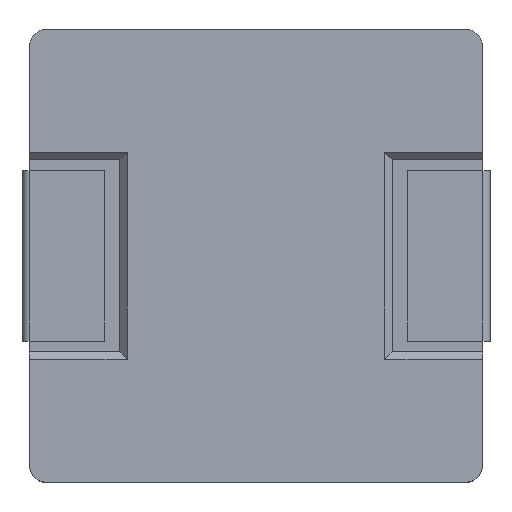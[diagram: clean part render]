
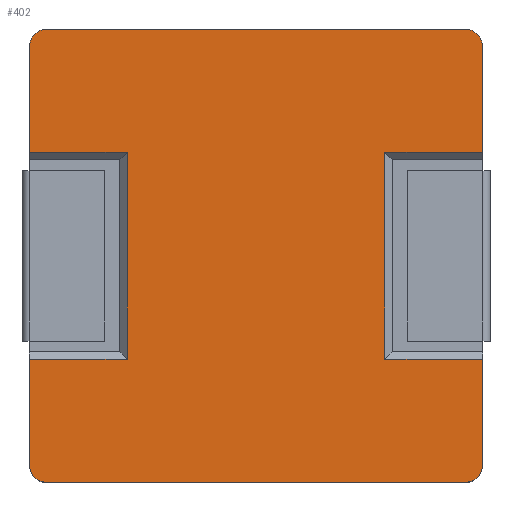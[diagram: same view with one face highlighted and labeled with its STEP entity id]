
A CAD part, top view. The second image highlights one B-rep face of the part: STEP entity #402.
In plain terms, the highlighted planar face has unit normal (0, 0, 1).
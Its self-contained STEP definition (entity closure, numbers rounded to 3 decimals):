
#196=CIRCLE('',#3333,0.5);
#197=CIRCLE('',#3334,0.5);
#198=CIRCLE('',#3335,0.5);
#199=CIRCLE('',#3336,0.5);
#402=ADVANCED_FACE('',(#663),#505,.T.);
#505=PLANE('',#3337);
#663=FACE_OUTER_BOUND('',#833,.T.);
#833=EDGE_LOOP('',(#2136,#2137,#2138,#2139,#2140,#2141,#2142,#2143,#2144,
#2145,#2146,#2147,#2148,#2149,#2150,#2151));
#1049=LINE('',#7624,#1324);
#1050=LINE('',#7627,#1325);
#1051=LINE('',#7629,#1326);
#1052=LINE('',#7631,#1327);
#1053=LINE('',#7633,#1328);
#1054=LINE('',#7637,#1329);
#1055=LINE('',#7641,#1330);
#1056=LINE('',#7643,#1331);
#1057=LINE('',#7645,#1332);
#1058=LINE('',#7647,#1333);
#1059=LINE('',#7649,#1334);
#1060=LINE('',#7653,#1335);
#1324=VECTOR('',#3934,1.);
#1325=VECTOR('',#3935,1.);
#1326=VECTOR('',#3936,1.);
#1327=VECTOR('',#3937,1.);
#1328=VECTOR('',#3938,1.);
#1329=VECTOR('',#3941,1.);
#1330=VECTOR('',#3944,1.);
#1331=VECTOR('',#3945,1.);
#1332=VECTOR('',#3946,1.);
#1333=VECTOR('',#3947,1.);
#1334=VECTOR('',#3948,1.);
#1335=VECTOR('',#3951,1.);
#2136=ORIENTED_EDGE('',*,*,#2938,.F.);
#2137=ORIENTED_EDGE('',*,*,#2939,.T.);
#2138=ORIENTED_EDGE('',*,*,#2940,.T.);
#2139=ORIENTED_EDGE('',*,*,#2941,.T.);
#2140=ORIENTED_EDGE('',*,*,#2942,.F.);
#2141=ORIENTED_EDGE('',*,*,#2943,.T.);
#2142=ORIENTED_EDGE('',*,*,#2944,.F.);
#2143=ORIENTED_EDGE('',*,*,#2945,.T.);
#2144=ORIENTED_EDGE('',*,*,#2946,.F.);
#2145=ORIENTED_EDGE('',*,*,#2947,.T.);
#2146=ORIENTED_EDGE('',*,*,#2948,.T.);
#2147=ORIENTED_EDGE('',*,*,#2949,.T.);
#2148=ORIENTED_EDGE('',*,*,#2950,.F.);
#2149=ORIENTED_EDGE('',*,*,#2951,.T.);
#2150=ORIENTED_EDGE('',*,*,#2952,.F.);
#2151=ORIENTED_EDGE('',*,*,#2953,.T.);
#2518=VERTEX_POINT('',#7625);
#2519=VERTEX_POINT('',#7626);
#2520=VERTEX_POINT('',#7628);
#2521=VERTEX_POINT('',#7630);
#2522=VERTEX_POINT('',#7632);
#2523=VERTEX_POINT('',#7634);
#2524=VERTEX_POINT('',#7636);
#2525=VERTEX_POINT('',#7638);
#2526=VERTEX_POINT('',#7640);
#2527=VERTEX_POINT('',#7642);
#2528=VERTEX_POINT('',#7644);
#2529=VERTEX_POINT('',#7646);
#2530=VERTEX_POINT('',#7648);
#2531=VERTEX_POINT('',#7650);
#2532=VERTEX_POINT('',#7652);
#2533=VERTEX_POINT('',#7654);
#2938=EDGE_CURVE('',#2518,#2519,#1049,.T.);
#2939=EDGE_CURVE('',#2518,#2520,#1050,.T.);
#2940=EDGE_CURVE('',#2520,#2521,#1051,.T.);
#2941=EDGE_CURVE('',#2521,#2522,#1052,.T.);
#2942=EDGE_CURVE('',#2523,#2522,#1053,.T.);
#2943=EDGE_CURVE('',#2523,#2524,#196,.T.);
#2944=EDGE_CURVE('',#2525,#2524,#1054,.T.);
#2945=EDGE_CURVE('',#2525,#2526,#197,.T.);
#2946=EDGE_CURVE('',#2527,#2526,#1055,.T.);
#2947=EDGE_CURVE('',#2527,#2528,#1056,.T.);
#2948=EDGE_CURVE('',#2528,#2529,#1057,.T.);
#2949=EDGE_CURVE('',#2529,#2530,#1058,.T.);
#2950=EDGE_CURVE('',#2531,#2530,#1059,.T.);
#2951=EDGE_CURVE('',#2531,#2532,#198,.T.);
#2952=EDGE_CURVE('',#2533,#2532,#1060,.T.);
#2953=EDGE_CURVE('',#2533,#2519,#199,.T.);
#3333=AXIS2_PLACEMENT_3D('',#7635,#3939,#3940);
#3334=AXIS2_PLACEMENT_3D('',#7639,#3942,#3943);
#3335=AXIS2_PLACEMENT_3D('',#7651,#3949,#3950);
#3336=AXIS2_PLACEMENT_3D('',#7655,#3952,#3953);
#3337=AXIS2_PLACEMENT_3D('',#7656,#3954,#3955);
#3934=DIRECTION('',(0.,1.,0.));
#3935=DIRECTION('',(1.,0.,0.));
#3936=DIRECTION('',(0.,-1.,0.));
#3937=DIRECTION('',(-1.,0.,0.));
#3938=DIRECTION('',(0.,1.,0.));
#3939=DIRECTION('',(0.,0.,1.));
#3940=DIRECTION('',(1.,0.,0.));
#3941=DIRECTION('',(-1.,0.,0.));
#3942=DIRECTION('',(0.,0.,1.));
#3943=DIRECTION('',(1.,0.,0.));
#3944=DIRECTION('',(0.,-1.,0.));
#3945=DIRECTION('',(-1.,0.,0.));
#3946=DIRECTION('',(0.,1.,0.));
#3947=DIRECTION('',(1.,0.,0.));
#3948=DIRECTION('',(0.,-1.,0.));
#3949=DIRECTION('',(0.,0.,1.));
#3950=DIRECTION('',(1.,0.,0.));
#3951=DIRECTION('',(1.,0.,0.));
#3952=DIRECTION('',(0.,0.,1.));
#3953=DIRECTION('',(1.,0.,0.));
#3954=DIRECTION('',(0.,0.,1.));
#3955=DIRECTION('',(1.,0.,0.));
#7624=CARTESIAN_POINT('',(-6.4,-0.15,4.8));
#7625=CARTESIAN_POINT('',(-6.4,2.7,4.8));
#7626=CARTESIAN_POINT('',(-6.4,5.6,4.8));
#7627=CARTESIAN_POINT('',(-3.9,2.7,4.8));
#7628=CARTESIAN_POINT('',(-3.7,2.7,4.8));
#7629=CARTESIAN_POINT('',(-3.7,-2.8,4.8));
#7630=CARTESIAN_POINT('',(-3.7,-3.,4.8));
#7631=CARTESIAN_POINT('',(-6.4,-3.,4.8));
#7632=CARTESIAN_POINT('',(-6.4,-3.,4.8));
#7633=CARTESIAN_POINT('',(-6.4,-0.15,4.8));
#7634=CARTESIAN_POINT('',(-6.4,-5.9,4.8));
#7635=CARTESIAN_POINT('',(-5.9,-5.9,4.8));
#7636=CARTESIAN_POINT('',(-5.9,-6.4,4.8));
#7637=CARTESIAN_POINT('',(-0.15,-6.4,4.8));
#7638=CARTESIAN_POINT('',(5.6,-6.4,4.8));
#7639=CARTESIAN_POINT('',(5.6,-5.9,4.8));
#7640=CARTESIAN_POINT('',(6.1,-5.9,4.8));
#7641=CARTESIAN_POINT('',(6.1,-0.15,4.8));
#7642=CARTESIAN_POINT('',(6.1,-3.,4.8));
#7643=CARTESIAN_POINT('',(3.6,-3.,4.8));
#7644=CARTESIAN_POINT('',(3.4,-3.,4.8));
#7645=CARTESIAN_POINT('',(3.4,2.5,4.8));
#7646=CARTESIAN_POINT('',(3.4,2.7,4.8));
#7647=CARTESIAN_POINT('',(6.1,2.7,4.8));
#7648=CARTESIAN_POINT('',(6.1,2.7,4.8));
#7649=CARTESIAN_POINT('',(6.1,-0.15,4.8));
#7650=CARTESIAN_POINT('',(6.1,5.6,4.8));
#7651=CARTESIAN_POINT('',(5.6,5.6,4.8));
#7652=CARTESIAN_POINT('',(5.6,6.1,4.8));
#7653=CARTESIAN_POINT('',(-0.15,6.1,4.8));
#7654=CARTESIAN_POINT('',(-5.9,6.1,4.8));
#7655=CARTESIAN_POINT('',(-5.9,5.6,4.8));
#7656=CARTESIAN_POINT('',(-0.15,-0.15,4.8));
